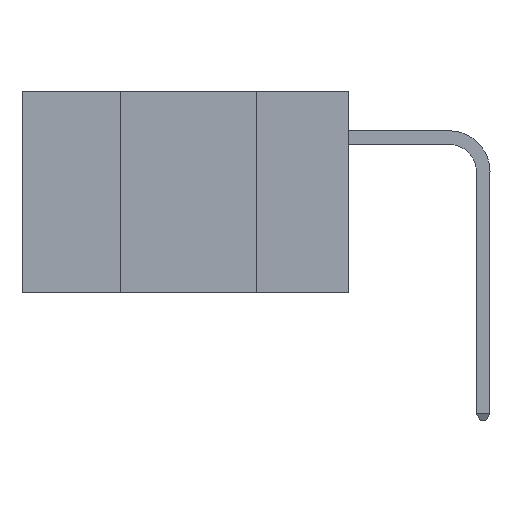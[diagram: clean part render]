
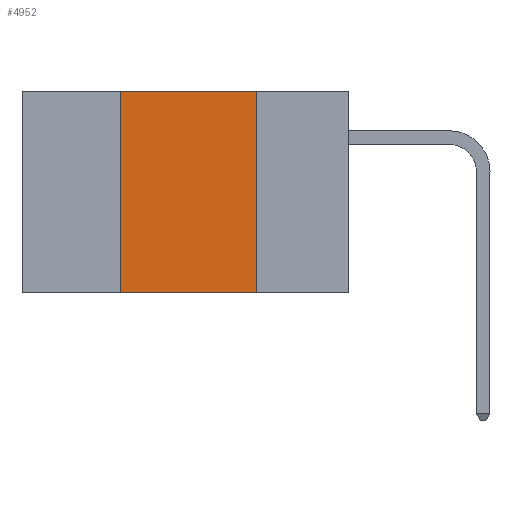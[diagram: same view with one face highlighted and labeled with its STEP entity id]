
A CAD part, left-side view. The second image highlights one B-rep face of the part: STEP entity #4952.
In plain terms, the highlighted planar face has unit normal (-1, 0, 0).
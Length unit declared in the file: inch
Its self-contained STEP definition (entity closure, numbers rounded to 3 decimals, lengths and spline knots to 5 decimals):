
#74 = EDGE_CURVE ( 'NONE', #8378, #4159, #4943, .T. ) ;
#2203 = DIRECTION ( 'NONE',  ( 0., -1., 0. ) ) ;
#2472 = ORIENTED_EDGE ( 'NONE', *, *, #13414, .F. ) ;
#2673 = CARTESIAN_POINT ( 'NONE',  ( 0., 0.6, 0. ) ) ;
#3642 = AXIS2_PLACEMENT_3D ( 'NONE', #15411, #17309, #4989 ) ;
#4159 = VERTEX_POINT ( 'NONE', #11142 ) ;
#4909 = EDGE_CURVE ( 'NONE', #14215, #8378, #12065, .T. ) ;
#4943 = LINE ( 'NONE', #2673, #10220 ) ;
#4952 = ADVANCED_FACE ( 'NONE', ( #19628 ), #8462, .F. ) ;
#4989 = DIRECTION ( 'NONE',  ( 0., 0., -1. ) ) ;
#5085 = ORIENTED_EDGE ( 'NONE', *, *, #4909, .F. ) ;
#5272 = VERTEX_POINT ( 'NONE', #22874 ) ;
#6164 = CARTESIAN_POINT ( 'NONE',  ( 0., 0.42, 0. ) ) ;
#8378 = VERTEX_POINT ( 'NONE', #11293 ) ;
#8462 = PLANE ( 'NONE',  #3642 ) ;
#9553 = VECTOR ( 'NONE', #15758, 39.37008 ) ;
#10220 = VECTOR ( 'NONE', #2203, 39.37008 ) ;
#10713 = DIRECTION ( 'NONE',  ( 0., 0., -1. ) ) ;
#10862 = DIRECTION ( 'NONE',  ( 0., -1., 0. ) ) ;
#11142 = CARTESIAN_POINT ( 'NONE',  ( 0., 0.17, 0. ) ) ;
#11293 = CARTESIAN_POINT ( 'NONE',  ( 0., 0.42, 0. ) ) ;
#12065 = LINE ( 'NONE', #6164, #9553 ) ;
#12173 = ORIENTED_EDGE ( 'NONE', *, *, #21246, .T. ) ;
#12250 = EDGE_LOOP ( 'NONE', ( #2472, #20165, #5085, #12173 ) ) ;
#12345 = CARTESIAN_POINT ( 'NONE',  ( 0., 0.6, -0.37 ) ) ;
#12773 = LINE ( 'NONE', #16658, #23118 ) ;
#13414 = EDGE_CURVE ( 'NONE', #4159, #5272, #12773, .T. ) ;
#14215 = VERTEX_POINT ( 'NONE', #20068 ) ;
#14365 = VECTOR ( 'NONE', #10862, 39.37008 ) ;
#15411 = CARTESIAN_POINT ( 'NONE',  ( 0., 0.6, 0. ) ) ;
#15758 = DIRECTION ( 'NONE',  ( 0., 0., 1. ) ) ;
#16658 = CARTESIAN_POINT ( 'NONE',  ( 0., 0.17, 0. ) ) ;
#17309 = DIRECTION ( 'NONE',  ( 1., 0., 0. ) ) ;
#19628 = FACE_OUTER_BOUND ( 'NONE', #12250, .T. ) ;
#20068 = CARTESIAN_POINT ( 'NONE',  ( 0., 0.42, -0.37 ) ) ;
#20165 = ORIENTED_EDGE ( 'NONE', *, *, #74, .F. ) ;
#21057 = LINE ( 'NONE', #12345, #14365 ) ;
#21246 = EDGE_CURVE ( 'NONE', #14215, #5272, #21057, .T. ) ;
#22874 = CARTESIAN_POINT ( 'NONE',  ( 0., 0.17, -0.37 ) ) ;
#23118 = VECTOR ( 'NONE', #10713, 39.37008 ) ;
